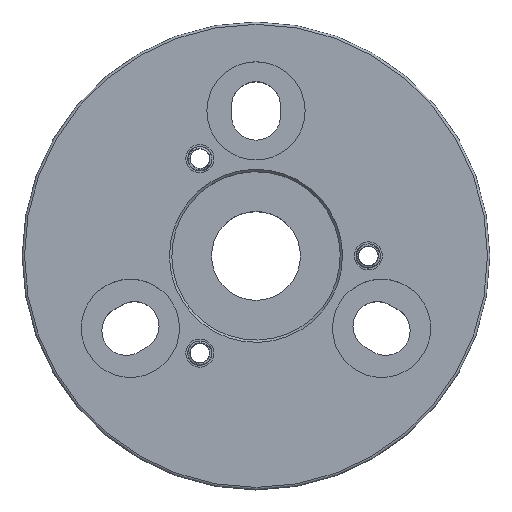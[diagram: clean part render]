
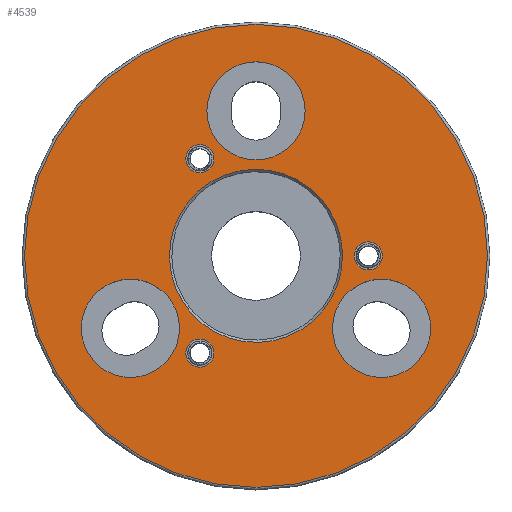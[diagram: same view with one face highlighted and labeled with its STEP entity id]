
A CAD part, top view. The second image highlights one B-rep face of the part: STEP entity #4539.
In plain terms, the highlighted planar face has unit normal (0, 0, 1).
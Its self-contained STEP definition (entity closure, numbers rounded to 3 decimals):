
#60=FACE_BOUND('',#629,.T.);
#61=FACE_BOUND('',#630,.T.);
#62=FACE_BOUND('',#631,.T.);
#63=FACE_BOUND('',#632,.T.);
#64=FACE_BOUND('',#633,.T.);
#65=FACE_BOUND('',#634,.T.);
#66=FACE_BOUND('',#635,.T.);
#83=PLANE('',#4931);
#350=FACE_OUTER_BOUND('',#628,.T.);
#628=EDGE_LOOP('',(#4001));
#629=EDGE_LOOP('',(#4002));
#630=EDGE_LOOP('',(#4003));
#631=EDGE_LOOP('',(#4004));
#632=EDGE_LOOP('',(#4005));
#633=EDGE_LOOP('',(#4006));
#634=EDGE_LOOP('',(#4007));
#635=EDGE_LOOP('',(#4008));
#718=CIRCLE('',#4808,10.5);
#785=CIRCLE('',#4925,49.5);
#788=CIRCLE('',#4930,10.5);
#789=CIRCLE('',#4932,18.5);
#790=CIRCLE('',#4933,3.);
#791=CIRCLE('',#4934,3.);
#792=CIRCLE('',#4935,3.);
#793=CIRCLE('',#4936,10.5);
#1968=VERTEX_POINT('',#17219);
#2015=VERTEX_POINT('',#17415);
#2017=VERTEX_POINT('',#17422);
#2018=VERTEX_POINT('',#17426);
#2019=VERTEX_POINT('',#17428);
#2020=VERTEX_POINT('',#17430);
#2021=VERTEX_POINT('',#17432);
#2022=VERTEX_POINT('',#17434);
#2595=EDGE_CURVE('',#1968,#1968,#718,.T.);
#2693=EDGE_CURVE('',#2015,#2015,#785,.T.);
#2697=EDGE_CURVE('',#2017,#2017,#788,.T.);
#2698=EDGE_CURVE('',#2018,#2018,#789,.T.);
#2699=EDGE_CURVE('',#2019,#2019,#790,.T.);
#2700=EDGE_CURVE('',#2020,#2020,#791,.T.);
#2701=EDGE_CURVE('',#2021,#2021,#792,.T.);
#2702=EDGE_CURVE('',#2022,#2022,#793,.T.);
#4001=ORIENTED_EDGE('',*,*,#2693,.T.);
#4002=ORIENTED_EDGE('',*,*,#2595,.F.);
#4003=ORIENTED_EDGE('',*,*,#2697,.F.);
#4004=ORIENTED_EDGE('',*,*,#2698,.T.);
#4005=ORIENTED_EDGE('',*,*,#2699,.T.);
#4006=ORIENTED_EDGE('',*,*,#2700,.T.);
#4007=ORIENTED_EDGE('',*,*,#2701,.T.);
#4008=ORIENTED_EDGE('',*,*,#2702,.F.);
#4539=ADVANCED_FACE('',(#350,#60,#61,#62,#63,#64,#65,#66),#83,.F.);
#4808=AXIS2_PLACEMENT_3D('',#17221,#5601,#5602);
#4925=AXIS2_PLACEMENT_3D('',#17416,#5866,#5867);
#4930=AXIS2_PLACEMENT_3D('',#17424,#5877,#5878);
#4931=AXIS2_PLACEMENT_3D('',#17425,#5879,#5880);
#4932=AXIS2_PLACEMENT_3D('',#17427,#5881,#5882);
#4933=AXIS2_PLACEMENT_3D('',#17429,#5883,#5884);
#4934=AXIS2_PLACEMENT_3D('',#17431,#5885,#5886);
#4935=AXIS2_PLACEMENT_3D('',#17433,#5887,#5888);
#4936=AXIS2_PLACEMENT_3D('',#17435,#5889,#5890);
#5601=DIRECTION('center_axis',(0.,0.,
1.));
#5602=DIRECTION('ref_axis',(-0.866,-0.5,0.));
#5866=DIRECTION('center_axis',(0.,0.,
1.));
#5867=DIRECTION('ref_axis',(0.5,-0.866,0.));
#5877=DIRECTION('center_axis',(0.,0.,
1.));
#5878=DIRECTION('ref_axis',(-0.866,-0.5,0.));
#5879=DIRECTION('center_axis',(0.,0.,
-1.));
#5880=DIRECTION('ref_axis',(0.866,0.5,0.));
#5881=DIRECTION('center_axis',(0.,0.,
-1.));
#5882=DIRECTION('ref_axis',(0.866,0.5,0.));
#5883=DIRECTION('center_axis',(0.,0.,
-1.));
#5884=DIRECTION('ref_axis',(0.866,0.5,0.));
#5885=DIRECTION('center_axis',(0.,0.,
-1.));
#5886=DIRECTION('ref_axis',(0.866,0.5,0.));
#5887=DIRECTION('center_axis',(0.,0.,
-1.));
#5888=DIRECTION('ref_axis',(0.866,0.5,0.));
#5889=DIRECTION('center_axis',(0.,0.,
1.));
#5890=DIRECTION('ref_axis',(-0.866,-0.5,0.));
#17219=CARTESIAN_POINT('',(-32.097,-6.407,38.904));
#17221=CARTESIAN_POINT('Origin',(-26.847,-15.5,38.904));
#17415=CARTESIAN_POINT('',(-24.75,42.868,38.904));
#17416=CARTESIAN_POINT('Origin',(0.,0.,
38.904));
#17422=CARTESIAN_POINT('',(10.5,31.,38.904));
#17424=CARTESIAN_POINT('Origin',(0.,31.,
38.904));
#17425=CARTESIAN_POINT('Origin',(-20.75,35.94,38.904));
#17426=CARTESIAN_POINT('',(-16.235,8.869,38.904));
#17427=CARTESIAN_POINT('Origin',(0.,0.,
38.904));
#17428=CARTESIAN_POINT('',(-14.598,-22.285,38.904));
#17429=CARTESIAN_POINT('Origin',(-12.,-20.785,38.904));
#17430=CARTESIAN_POINT('',(26.598,-1.5,38.904));
#17431=CARTESIAN_POINT('Origin',(24.,0.,
38.904));
#17432=CARTESIAN_POINT('',(-12.,23.785,38.904));
#17433=CARTESIAN_POINT('Origin',(-12.,20.785,38.904));
#17434=CARTESIAN_POINT('',(21.597,-24.593,38.904));
#17435=CARTESIAN_POINT('Origin',(26.847,-15.5,38.904));
